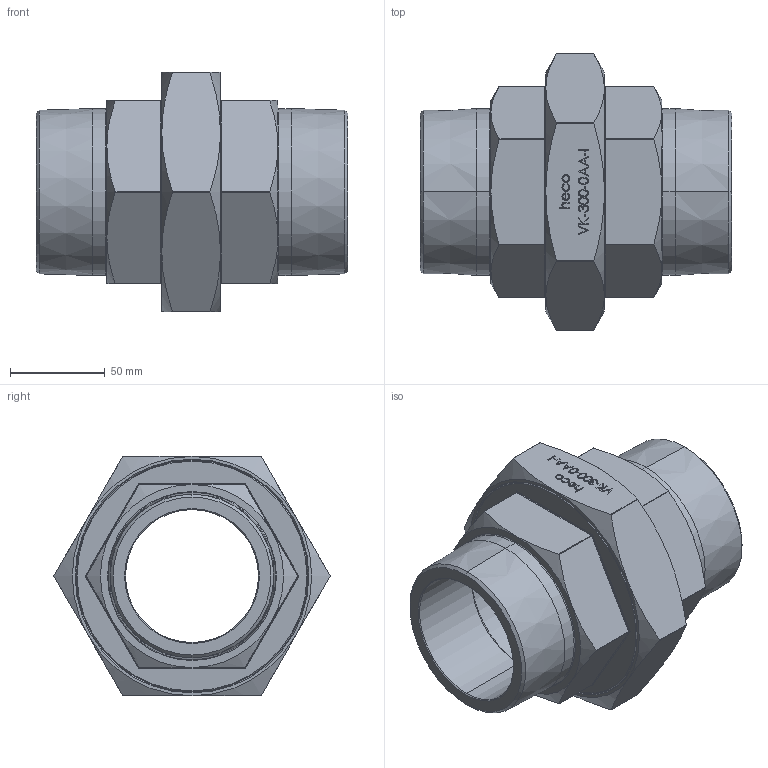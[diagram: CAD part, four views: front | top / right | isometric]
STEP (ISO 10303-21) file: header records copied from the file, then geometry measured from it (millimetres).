
FILE_DESCRIPTION (( 'STEP AP214' ), '1' );
FILE_NAME ('heco_VK-300-0AA-I.STEP', '2016-09-21T07:44:17', ( '' ), ( '' ), 'SwSTEP 2.0', 'SolidWorks 2016', '' );
FILE_SCHEMA (( 'AUTOMOTIVE_DESIGN' ));
Length unit declared in the file: millimetre
Products named in the file (1): heco_VK-300-0AA-I
Bounding box: 164 x 145.4 x 126.05 mm (x, y, z)
Volume: 665671.5 mm3; surface area: 107961.3 mm2
Topology: 1 solids, 1 shells, 337 faces, 838 edges, 522 vertices
Faces by surface type: plane 123, bspline 88, cylinder 76, cone 44, torus 6
Entity records: 16457 total; most frequent: CARTESIAN_POINT 7562, ORIENTED_EDGE 1652, DIRECTION 1094, EDGE_CURVE 826, VERTEX_POINT 522, LINE 418, VECTOR 418, EDGE_LOOP 370
